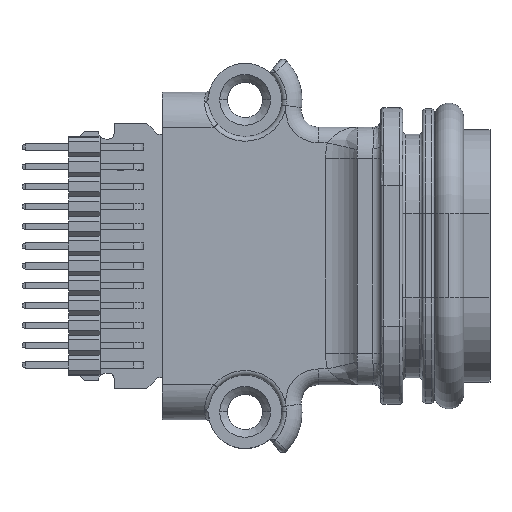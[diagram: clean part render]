
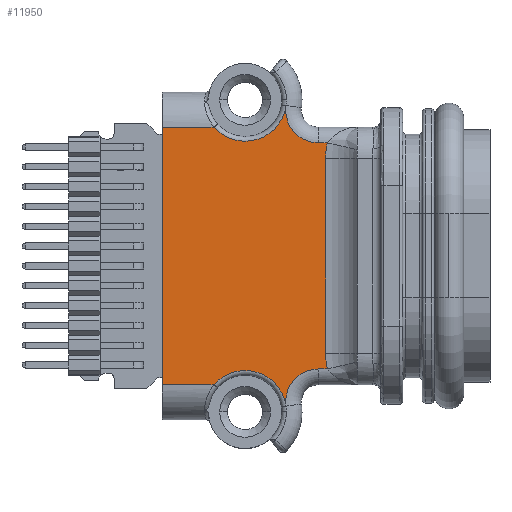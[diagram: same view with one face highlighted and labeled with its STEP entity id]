
A CAD part, top view. The second image highlights one B-rep face of the part: STEP entity #11950.
In plain terms, the highlighted planar face has unit normal (0, 0, 1).
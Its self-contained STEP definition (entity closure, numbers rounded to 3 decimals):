
#525 = VERTEX_POINT ( 'NONE', #22723 ) ;
#597 = VERTEX_POINT ( 'NONE', #4625 ) ;
#778 = DIRECTION ( 'NONE',  ( 0., 0., -1. ) ) ;
#1142 = EDGE_CURVE ( 'NONE', #15550, #11265, #12130, .T. ) ;
#1191 = CARTESIAN_POINT ( 'NONE',  ( -10.537, 6.25, 4.35 ) ) ;
#1486 = CARTESIAN_POINT ( 'NONE',  ( -10.428, 7.25, 4.35 ) ) ;
#1631 = VERTEX_POINT ( 'NONE', #13863 ) ;
#1667 = DIRECTION ( 'NONE',  ( -1., 0., 0. ) ) ;
#1802 = EDGE_CURVE ( 'NONE', #5650, #1631, #23489, .T. ) ;
#2078 = CARTESIAN_POINT ( 'NONE',  ( -21., 8.25, 4.35 ) ) ;
#2087 = CARTESIAN_POINT ( 'NONE',  ( -21., -8.25, 4.35 ) ) ;
#2187 = VERTEX_POINT ( 'NONE', #11907 ) ;
#2347 = VECTOR ( 'NONE', #12441, 1000. ) ;
#2572 = EDGE_CURVE ( 'NONE', #19845, #12426, #12886, .T. ) ;
#2634 = VECTOR ( 'NONE', #11817, 1000. ) ;
#3247 = CARTESIAN_POINT ( 'NONE',  ( -10.537, 6.587, 4.35 ) ) ;
#3494 = CARTESIAN_POINT ( 'NONE',  ( -10.503, 6.921, 4.35 ) ) ;
#4194 = AXIS2_PLACEMENT_3D ( 'NONE', #11431, #16787, #20489 ) ;
#4625 = CARTESIAN_POINT ( 'NONE',  ( -10.428, -7.25, 4.35 ) ) ;
#4697 = CIRCLE ( 'NONE', #4194, 2.65 ) ;
#4890 = DIRECTION ( 'NONE',  ( 0., 1., 0. ) ) ;
#5038 = VECTOR ( 'NONE', #5132, 1000. ) ;
#5041 = AXIS2_PLACEMENT_3D ( 'NONE', #23665, #12428, #14545 ) ;
#5132 = DIRECTION ( 'NONE',  ( -1., 0., 0. ) ) ;
#5529 = VERTEX_POINT ( 'NONE', #6304 ) ;
#5650 = VERTEX_POINT ( 'NONE', #1191 ) ;
#6071 = CARTESIAN_POINT ( 'NONE',  ( -11., 9.345, 4.35 ) ) ;
#6304 = CARTESIAN_POINT ( 'NONE',  ( -11., -7.25, 4.35 ) ) ;
#6479 = CARTESIAN_POINT ( 'NONE',  ( -11., -9.345, 4.35 ) ) ;
#7333 = EDGE_CURVE ( 'NONE', #1631, #525, #20709, .T. ) ;
#7756 = VERTEX_POINT ( 'NONE', #17660 ) ;
#7810 = CIRCLE ( 'NONE', #5041, 2.65 ) ;
#7839 = PLANE ( 'NONE',  #20916 ) ;
#8776 = LINE ( 'NONE', #16102, #5038 ) ;
#9174 = ORIENTED_EDGE ( 'NONE', *, *, #12683, .F. ) ;
#9698 = EDGE_CURVE ( 'NONE', #12426, #11265, #10849, .T. ) ;
#9700 = VERTEX_POINT ( 'NONE', #16745 ) ;
#10008 = CARTESIAN_POINT ( 'NONE',  ( -10.503, -6.921, 4.35 ) ) ;
#10291 = ORIENTED_EDGE ( 'NONE', *, *, #9698, .F. ) ;
#10621 = VECTOR ( 'NONE', #14517, 1000. ) ;
#10849 = LINE ( 'NONE', #2087, #12305 ) ;
#11065 = EDGE_CURVE ( 'NONE', #597, #5529, #8776, .T. ) ;
#11114 = CARTESIAN_POINT ( 'NONE',  ( -17.69, 8.25, 4.35 ) ) ;
#11265 = VERTEX_POINT ( 'NONE', #2078 ) ;
#11272 = ORIENTED_EDGE ( 'NONE', *, *, #2572, .F. ) ;
#11431 = CARTESIAN_POINT ( 'NONE',  ( -15.7, 10., 4.35 ) ) ;
#11817 = DIRECTION ( 'NONE',  ( -1., 0., 0. ) ) ;
#11854 = CARTESIAN_POINT ( 'NONE',  ( -10.537, -6.587, 4.35 ) ) ;
#11907 = CARTESIAN_POINT ( 'NONE',  ( -10.537, -6.25, 4.35 ) ) ;
#11950 = ADVANCED_FACE ( 'NONE', ( #19323 ), #7839, .T. ) ;
#11968 = EDGE_CURVE ( 'NONE', #7756, #15550, #4697, .T. ) ;
#12130 = LINE ( 'NONE', #17253, #2634 ) ;
#12305 = VECTOR ( 'NONE', #13400, 1000. ) ;
#12426 = VERTEX_POINT ( 'NONE', #15290 ) ;
#12428 = DIRECTION ( 'NONE',  ( 0., 0., -1. ) ) ;
#12441 = DIRECTION ( 'NONE',  ( -1., 0., 0. ) ) ;
#12611 = ORIENTED_EDGE ( 'NONE', *, *, #7333, .T. ) ;
#12683 = EDGE_CURVE ( 'NONE', #5529, #9700, #18411, .T. ) ;
#12766 = ORIENTED_EDGE ( 'NONE', *, *, #1142, .T. ) ;
#12773 = ORIENTED_EDGE ( 'NONE', *, *, #16983, .T. ) ;
#12886 = LINE ( 'NONE', #20355, #23464 ) ;
#13400 = DIRECTION ( 'NONE',  ( 0., 1., 0. ) ) ;
#13725 = ORIENTED_EDGE ( 'NONE', *, *, #11968, .T. ) ;
#13863 = CARTESIAN_POINT ( 'NONE',  ( -10.428, 7.25, 4.35 ) ) ;
#14324 = CARTESIAN_POINT ( 'NONE',  ( 10.153, 7.25, 4.35 ) ) ;
#14517 = DIRECTION ( 'NONE',  ( 0., 1., 0. ) ) ;
#14545 = DIRECTION ( 'NONE',  ( 1., 0., 0. ) ) ;
#14682 = EDGE_CURVE ( 'NONE', #525, #7756, #18046, .T. ) ;
#15171 = EDGE_LOOP ( 'NONE', ( #21023, #13725, #12766, #10291, #11272, #19950, #9174, #23661, #22352, #12773, #23170, #12611 ) ) ;
#15230 = EDGE_CURVE ( 'NONE', #597, #2187, #15405, .T. ) ;
#15290 = CARTESIAN_POINT ( 'NONE',  ( -21., -8.25, 4.35 ) ) ;
#15405 = B_SPLINE_CURVE_WITH_KNOTS ( 'NONE', 3,
 ( #19135, #10008, #11854, #15522 ),
 .UNSPECIFIED., .F., .F.,
 ( 4, 4 ),
 ( 0., 0.001 ),
 .UNSPECIFIED. ) ;
#15522 = CARTESIAN_POINT ( 'NONE',  ( -10.537, -6.25, 4.35 ) ) ;
#15550 = VERTEX_POINT ( 'NONE', #11114 ) ;
#15860 = DIRECTION ( 'NONE',  ( 0., 0., 1. ) ) ;
#16102 = CARTESIAN_POINT ( 'NONE',  ( 10.153, -7.25, 4.35 ) ) ;
#16347 = EDGE_CURVE ( 'NONE', #19845, #9700, #7810, .T. ) ;
#16745 = CARTESIAN_POINT ( 'NONE',  ( -13.075, -9.634, 4.35 ) ) ;
#16787 = DIRECTION ( 'NONE',  ( 0., 0., -1. ) ) ;
#16983 = EDGE_CURVE ( 'NONE', #2187, #5650, #17776, .T. ) ;
#17149 = CARTESIAN_POINT ( 'NONE',  ( -17.69, -8.25, 4.35 ) ) ;
#17253 = CARTESIAN_POINT ( 'NONE',  ( 5.52, 8.25, 4.35 ) ) ;
#17285 = AXIS2_PLACEMENT_3D ( 'NONE', #6071, #778, #23272 ) ;
#17660 = CARTESIAN_POINT ( 'NONE',  ( -13.075, 9.634, 4.35 ) ) ;
#17776 = LINE ( 'NONE', #21874, #10621 ) ;
#18046 = CIRCLE ( 'NONE', #17285, 2.095 ) ;
#18411 = CIRCLE ( 'NONE', #23373, 2.095 ) ;
#18959 = DIRECTION ( 'NONE',  ( 0., 0., 1. ) ) ;
#19135 = CARTESIAN_POINT ( 'NONE',  ( -10.428, -7.25, 4.35 ) ) ;
#19323 = FACE_OUTER_BOUND ( 'NONE', #15171, .T. ) ;
#19845 = VERTEX_POINT ( 'NONE', #17149 ) ;
#19950 = ORIENTED_EDGE ( 'NONE', *, *, #16347, .T. ) ;
#20355 = CARTESIAN_POINT ( 'NONE',  ( 5.52, -8.25, 4.35 ) ) ;
#20489 = DIRECTION ( 'NONE',  ( 1., 0., 0. ) ) ;
#20564 = CARTESIAN_POINT ( 'NONE',  ( 10.153, 7.25, 4.35 ) ) ;
#20709 = LINE ( 'NONE', #14324, #2347 ) ;
#20783 = DIRECTION ( 'NONE',  ( 1., 0., 0. ) ) ;
#20916 = AXIS2_PLACEMENT_3D ( 'NONE', #20564, #18959, #20783 ) ;
#21023 = ORIENTED_EDGE ( 'NONE', *, *, #14682, .T. ) ;
#21731 = CARTESIAN_POINT ( 'NONE',  ( -10.537, 6.25, 4.35 ) ) ;
#21874 = CARTESIAN_POINT ( 'NONE',  ( -10.537, 7.25, 4.35 ) ) ;
#22352 = ORIENTED_EDGE ( 'NONE', *, *, #15230, .T. ) ;
#22723 = CARTESIAN_POINT ( 'NONE',  ( -11., 7.25, 4.35 ) ) ;
#23170 = ORIENTED_EDGE ( 'NONE', *, *, #1802, .T. ) ;
#23272 = DIRECTION ( 'NONE',  ( 0., -1., 0. ) ) ;
#23373 = AXIS2_PLACEMENT_3D ( 'NONE', #6479, #15860, #4890 ) ;
#23464 = VECTOR ( 'NONE', #1667, 1000. ) ;
#23489 = B_SPLINE_CURVE_WITH_KNOTS ( 'NONE', 3,
 ( #21731, #3247, #3494, #1486 ),
 .UNSPECIFIED., .F., .F.,
 ( 4, 4 ),
 ( 0., 0.001 ),
 .UNSPECIFIED. ) ;
#23661 = ORIENTED_EDGE ( 'NONE', *, *, #11065, .F. ) ;
#23665 = CARTESIAN_POINT ( 'NONE',  ( -15.7, -10., 4.35 ) ) ;
